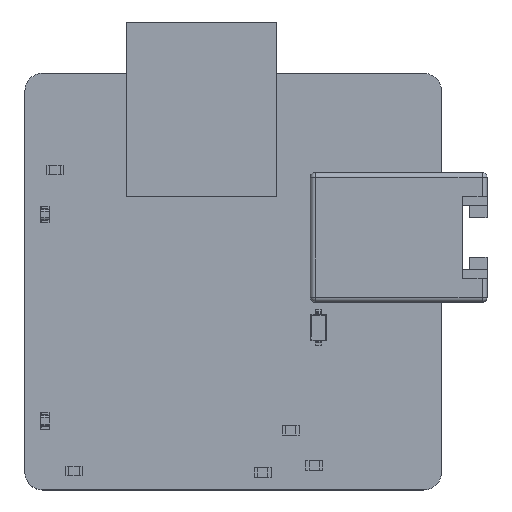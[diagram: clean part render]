
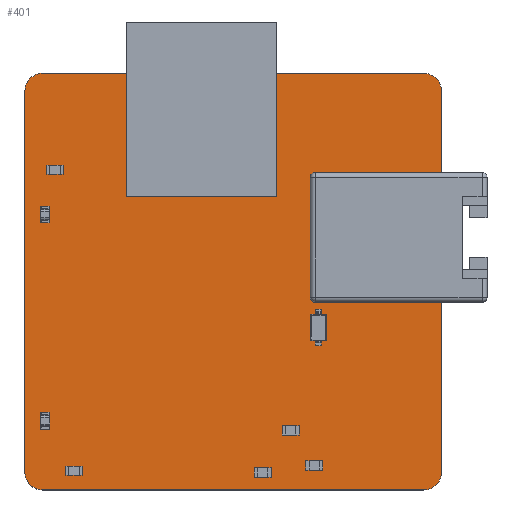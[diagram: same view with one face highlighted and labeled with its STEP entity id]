
A CAD part, top view. The second image highlights one B-rep face of the part: STEP entity #401.
In plain terms, the highlighted planar face has unit normal (0, 0, 1).
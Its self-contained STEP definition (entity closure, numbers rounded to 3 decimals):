
#136 = VERTEX_POINT('',#137);
#137 = CARTESIAN_POINT('',(24.95,26.625,1.646));
#143 = EDGE_CURVE('',#136,#144,#146,.T.);
#144 = VERTEX_POINT('',#145);
#145 = CARTESIAN_POINT('',(24.95,65.575,1.646));
#146 = LINE('',#147,#148);
#147 = CARTESIAN_POINT('',(24.95,26.625,1.646));
#148 = VECTOR('',#149,1.);
#149 = DIRECTION('',(0.,1.,0.));
#174 = EDGE_CURVE('',#144,#175,#177,.T.);
#175 = VERTEX_POINT('',#176);
#176 = CARTESIAN_POINT('',(26.625,67.375,1.646));
#177 = CIRCLE('',#178,1.807);
#178 = AXIS2_PLACEMENT_3D('',#179,#180,#181);
#179 = CARTESIAN_POINT('',(26.757,65.573,1.646));
#180 = DIRECTION('',(0.,0.,-1.));
#181 = DIRECTION('',(-1.,0.001,0.));
#207 = EDGE_CURVE('',#175,#208,#210,.T.);
#208 = VERTEX_POINT('',#209);
#209 = CARTESIAN_POINT('',(65.55,67.375,1.646));
#210 = LINE('',#211,#212);
#211 = CARTESIAN_POINT('',(26.625,67.375,1.646));
#212 = VECTOR('',#213,1.);
#213 = DIRECTION('',(1.,0.,0.));
#238 = EDGE_CURVE('',#208,#239,#241,.T.);
#239 = VERTEX_POINT('',#240);
#240 = CARTESIAN_POINT('',(67.35,65.575,1.646));
#241 = CIRCLE('',#242,1.799);
#242 = AXIS2_PLACEMENT_3D('',#243,#244,#245);
#243 = CARTESIAN_POINT('',(65.551,65.576,1.646));
#244 = DIRECTION('',(0.,0.,-1.));
#245 = DIRECTION('',(0.,1.,0.));
#271 = EDGE_CURVE('',#239,#272,#274,.T.);
#272 = VERTEX_POINT('',#273);
#273 = CARTESIAN_POINT('',(67.35,26.75,1.646));
#274 = LINE('',#275,#276);
#275 = CARTESIAN_POINT('',(67.35,65.575,1.646));
#276 = VECTOR('',#277,1.);
#277 = DIRECTION('',(0.,-1.,0.));
#302 = EDGE_CURVE('',#272,#303,#305,.T.);
#303 = VERTEX_POINT('',#304);
#304 = CARTESIAN_POINT('',(65.55,24.95,1.646));
#305 = CIRCLE('',#306,1.799);
#306 = AXIS2_PLACEMENT_3D('',#307,#308,#309);
#307 = CARTESIAN_POINT('',(65.551,26.749,1.646));
#308 = DIRECTION('',(0.,0.,-1.));
#309 = DIRECTION('',(1.,0.,0.));
#335 = EDGE_CURVE('',#303,#336,#338,.T.);
#336 = VERTEX_POINT('',#337);
#337 = CARTESIAN_POINT('',(26.75,24.95,1.646));
#338 = LINE('',#339,#340);
#339 = CARTESIAN_POINT('',(65.55,24.95,1.646));
#340 = VECTOR('',#341,1.);
#341 = DIRECTION('',(-1.,0.,0.));
#366 = EDGE_CURVE('',#336,#136,#367,.T.);
#367 = CIRCLE('',#368,1.807);
#368 = AXIS2_PLACEMENT_3D('',#369,#370,#371);
#369 = CARTESIAN_POINT('',(26.752,26.757,1.646));
#370 = DIRECTION('',(0.,0.,-1.));
#371 = DIRECTION('',(-0.001,-1.,0.));
#401 = ADVANCED_FACE('',(#402),#412,.T.);
#402 = FACE_BOUND('',#403,.F.);
#403 = EDGE_LOOP('',(#404,#405,#406,#407,#408,#409,#410,#411));
#404 = ORIENTED_EDGE('',*,*,#143,.T.);
#405 = ORIENTED_EDGE('',*,*,#174,.T.);
#406 = ORIENTED_EDGE('',*,*,#207,.T.);
#407 = ORIENTED_EDGE('',*,*,#238,.T.);
#408 = ORIENTED_EDGE('',*,*,#271,.T.);
#409 = ORIENTED_EDGE('',*,*,#302,.T.);
#410 = ORIENTED_EDGE('',*,*,#335,.T.);
#411 = ORIENTED_EDGE('',*,*,#366,.T.);
#412 = PLANE('',#413);
#413 = AXIS2_PLACEMENT_3D('',#414,#415,#416);
#414 = CARTESIAN_POINT('',(24.95,26.625,1.646));
#415 = DIRECTION('',(0.,0.,1.));
#416 = DIRECTION('',(1.,0.,0.));
